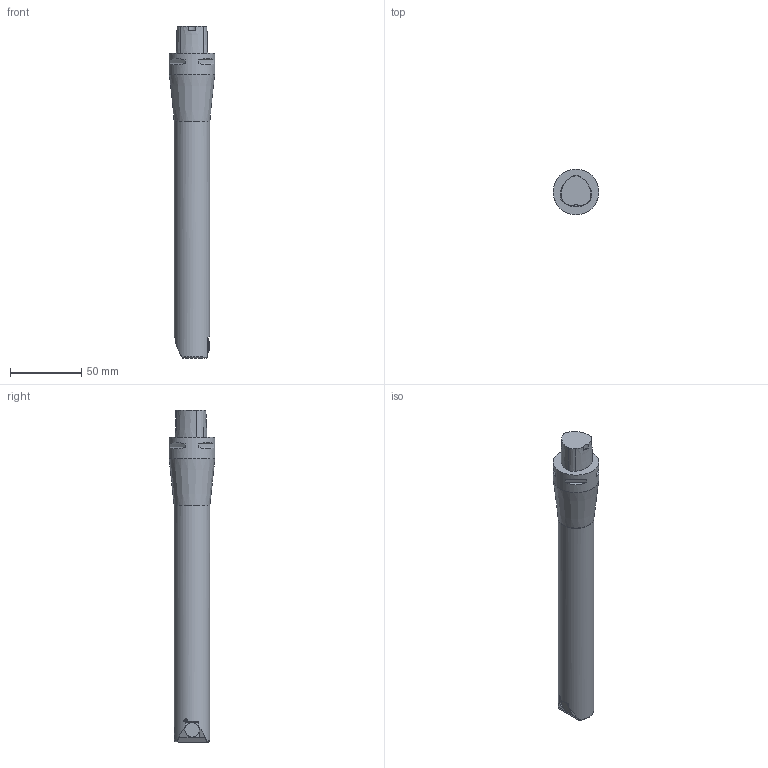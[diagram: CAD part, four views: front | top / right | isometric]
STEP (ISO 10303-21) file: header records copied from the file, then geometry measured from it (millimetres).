
FILE_DESCRIPTION(/* description */ (''),/* implementation_level */ '2;1');
FILE_NAME(/* name */ '1559123014172.stp',/* time_stamp */ '2019-05-29T11:43:37+02:00',/* author */ (''),/* organization */ ('SMS'),/* preprocessor_version */ 'ST-DEVELOPER v15',/* originating_system */ 'SIEMENS PLM Software NX 8.5',/* authorisation */ '');
FILE_SCHEMA (('AUTOMOTIVE_DESIGN { 1 0 10303 214 3 1 1 1 }'));
Length unit declared in the file: millimetre
Products named in the file (1): 202057963mod000_01
Bounding box: 32 x 32 x 232.5 mm (x, y, z)
Volume: 120156.4 mm3; surface area: 21365.8 mm2
Topology: 2 solids, 2 shells, 348 faces, 990 edges, 661 vertices
Faces by surface type: plane 267, cone 62, cylinder 15, torus 3, sphere 1
Full cylindrical faces by diameter (mm): 1.675 x1, 2.1 x1, 2.6 x1, 3 x1, 4 x1, 4.5 x1, 4.506 x1, 5 x1, 10 x2, 25 x1, 32 x1
Entity records: 11669 total; most frequent: CARTESIAN_POINT 3081, ORIENTED_EDGE 1912, DIRECTION 1559, EDGE_CURVE 956, VERTEX_POINT 645, AXIS2_PLACEMENT_3D 524, LINE 511, VECTOR 511
